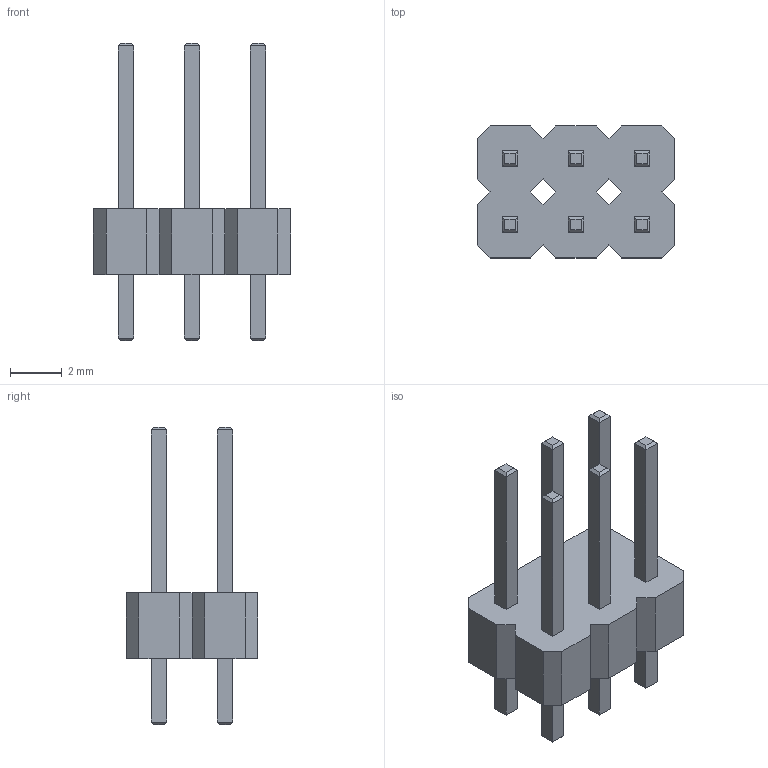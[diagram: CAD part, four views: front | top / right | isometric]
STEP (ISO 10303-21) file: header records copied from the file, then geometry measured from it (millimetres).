
FILE_DESCRIPTION (( 'STEP AP214' ), '1' );
FILE_NAME ('PLD-6.STEP', '2019-11-21T11:53:33', ( 'Elessar' ), ( '' ), 'SwSTEP 2.0', 'SolidWorks 2018', '' );
FILE_SCHEMA (( 'AUTOMOTIVE_DESIGN' ));
Length unit declared in the file: millimetre
Products named in the file (1): PLD-6
Bounding box: 7.62 x 5.08 x 11.44 mm (x, y, z)
Volume: 109.8 mm3; surface area: 279.9 mm2
Topology: 1 solids, 1 shells, 144 faces, 342 edges, 212 vertices
Faces by surface type: plane 144
Entity records: 5573 total; most frequent: CARTESIAN_POINT 699, ORIENTED_EDGE 684, DIRECTION 632, EDGE_CURVE 342, VECTOR 342, LINE 342, VERTEX_POINT 212, EDGE_LOOP 160
